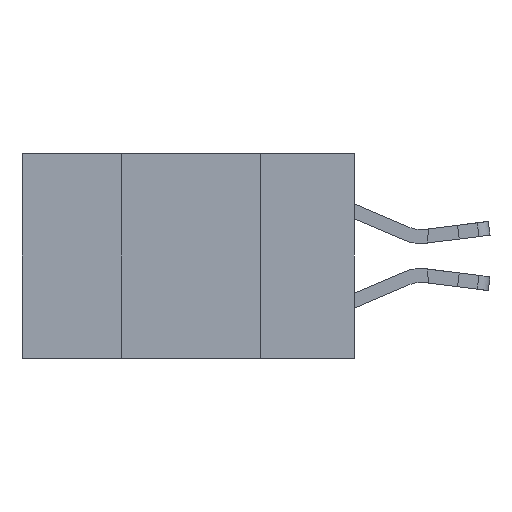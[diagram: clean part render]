
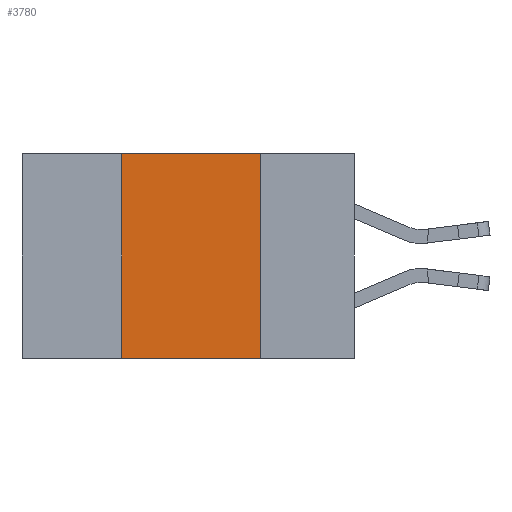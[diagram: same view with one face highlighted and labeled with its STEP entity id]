
A CAD part, left-side view. The second image highlights one B-rep face of the part: STEP entity #3780.
In plain terms, the highlighted planar face has unit normal (-1, 0, 0).
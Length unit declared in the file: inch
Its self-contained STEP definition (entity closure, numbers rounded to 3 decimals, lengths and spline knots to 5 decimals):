
#832 = VERTEX_POINT ( 'NONE', #14508 ) ;
#1151 = VECTOR ( 'NONE', #12188, 39.37008 ) ;
#1238 = LINE ( 'NONE', #6723, #1151 ) ;
#2265 = EDGE_CURVE ( 'NONE', #3524, #17690, #5082, .T. ) ;
#2568 = CARTESIAN_POINT ( 'NONE',  ( 0., 0.6, 0. ) ) ;
#2757 = FACE_OUTER_BOUND ( 'NONE', #10340, .T. ) ;
#3195 = DIRECTION ( 'NONE',  ( 0., 0., -1. ) ) ;
#3309 = EDGE_CURVE ( 'NONE', #14636, #3524, #8602, .T. ) ;
#3315 = ORIENTED_EDGE ( 'NONE', *, *, #16684, .T. ) ;
#3524 = VERTEX_POINT ( 'NONE', #7870 ) ;
#3780 = ADVANCED_FACE ( 'NONE', ( #2757 ), #7147, .F. ) ;
#5082 = LINE ( 'NONE', #2568, #6081 ) ;
#5506 = CARTESIAN_POINT ( 'NONE',  ( 0., 0.17, 0. ) ) ;
#5538 = DIRECTION ( 'NONE',  ( 0., 0., -1. ) ) ;
#6081 = VECTOR ( 'NONE', #9207, 39.37008 ) ;
#6361 = VECTOR ( 'NONE', #13990, 39.37008 ) ;
#6723 = CARTESIAN_POINT ( 'NONE',  ( 0., 0.6, -0.37 ) ) ;
#7076 = CARTESIAN_POINT ( 'NONE',  ( 0., 0.42, -0.37 ) ) ;
#7147 = PLANE ( 'NONE',  #15068 ) ;
#7870 = CARTESIAN_POINT ( 'NONE',  ( 0., 0.42, 0. ) ) ;
#8210 = VECTOR ( 'NONE', #3195, 39.37008 ) ;
#8391 = EDGE_CURVE ( 'NONE', #17690, #832, #14447, .T. ) ;
#8602 = LINE ( 'NONE', #9853, #6361 ) ;
#9207 = DIRECTION ( 'NONE',  ( 0., -1., 0. ) ) ;
#9853 = CARTESIAN_POINT ( 'NONE',  ( 0., 0.42, -0.37 ) ) ;
#10340 = EDGE_LOOP ( 'NONE', ( #11867, #11841, #16739, #3315 ) ) ;
#11260 = CARTESIAN_POINT ( 'NONE',  ( 0., 0.6, 0. ) ) ;
#11841 = ORIENTED_EDGE ( 'NONE', *, *, #2265, .F. ) ;
#11867 = ORIENTED_EDGE ( 'NONE', *, *, #8391, .F. ) ;
#12188 = DIRECTION ( 'NONE',  ( 0., -1., 0. ) ) ;
#13696 = DIRECTION ( 'NONE',  ( 1., 0., 0. ) ) ;
#13990 = DIRECTION ( 'NONE',  ( 0., 0., 1. ) ) ;
#14447 = LINE ( 'NONE', #17483, #8210 ) ;
#14508 = CARTESIAN_POINT ( 'NONE',  ( 0., 0.17, -0.37 ) ) ;
#14636 = VERTEX_POINT ( 'NONE', #7076 ) ;
#15068 = AXIS2_PLACEMENT_3D ( 'NONE', #11260, #13696, #5538 ) ;
#16684 = EDGE_CURVE ( 'NONE', #14636, #832, #1238, .T. ) ;
#16739 = ORIENTED_EDGE ( 'NONE', *, *, #3309, .F. ) ;
#17483 = CARTESIAN_POINT ( 'NONE',  ( 0., 0.17, -0.37 ) ) ;
#17690 = VERTEX_POINT ( 'NONE', #5506 ) ;
